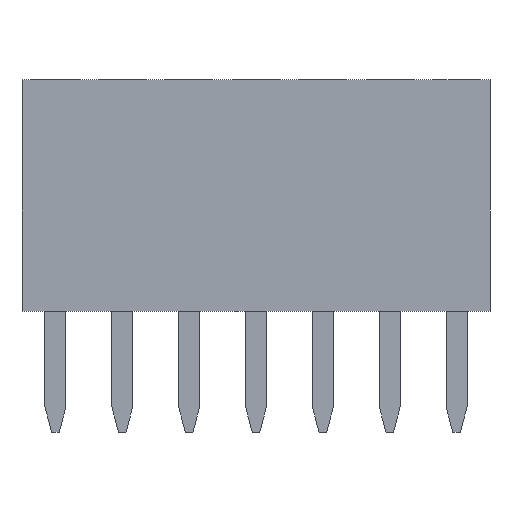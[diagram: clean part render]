
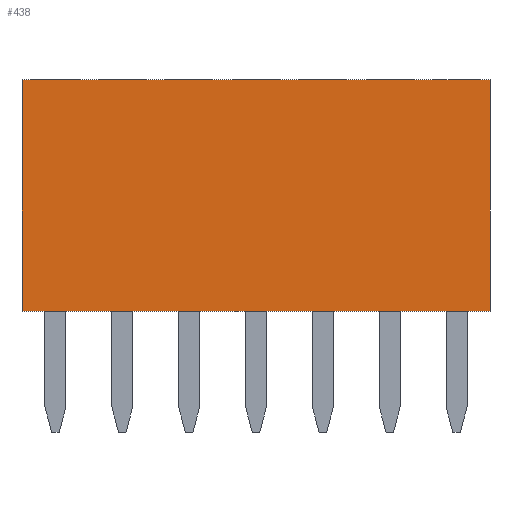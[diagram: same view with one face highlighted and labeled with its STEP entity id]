
A CAD part, front view. The second image highlights one B-rep face of the part: STEP entity #438.
In plain terms, the highlighted planar face has unit normal (0, -1, 0).
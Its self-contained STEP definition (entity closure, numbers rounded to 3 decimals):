
#438=ADVANCED_FACE('',(#4378),#4380,.T.);
#4378=FACE_BOUND('',#4379,.T.);
#4379=EDGE_LOOP('',(#7487,#7488,#7489,#7490));
#4380=PLANE('',#4381);
#4381=AXIS2_PLACEMENT_3D('',#4382,#4383,#4384);
#4382=CARTESIAN_POINT('',(-0.635,-0.9,0.));
#4383=DIRECTION('',(0.,-1.,0.));
#4384=DIRECTION('',(1.,0.,0.));
#7487=ORIENTED_EDGE('',*,*,#9670,.T.);
#7488=ORIENTED_EDGE('',*,*,#9732,.T.);
#7489=ORIENTED_EDGE('',*,*,#9733,.F.);
#7490=ORIENTED_EDGE('',*,*,#9675,.F.);
#9670=EDGE_CURVE('',#10907,#10905,#10908,.T.);
#9675=EDGE_CURVE('',#10907,#10915,#10916,.T.);
#9732=EDGE_CURVE('',#10905,#11002,#11004,.T.);
#9733=EDGE_CURVE('',#10915,#11002,#11005,.T.);
#10905=VERTEX_POINT('',#12961);
#10907=VERTEX_POINT('',#12965);
#10908=LINE('',#12966,#12967);
#10915=VERTEX_POINT('',#12983);
#10916=LINE('',#12984,#12985);
#11002=VERTEX_POINT('',#13182);
#11004=LINE('',#13186,#13187);
#11005=LINE('',#13189,#13190);
#12961=CARTESIAN_POINT('',(8.255,-0.9,0.));
#12965=CARTESIAN_POINT('',(-0.635,-0.9,0.));
#12966=CARTESIAN_POINT('',(-0.635,-0.9,0.));
#12967=VECTOR('',#12968,1.);
#12968=DIRECTION('',(1.,0.,0.));
#12983=CARTESIAN_POINT('',(-0.635,-0.9,4.4));
#12984=CARTESIAN_POINT('',(-0.635,-0.9,0.));
#12985=VECTOR('',#12986,1.);
#12986=DIRECTION('',(0.,0.,1.));
#13182=CARTESIAN_POINT('',(8.255,-0.9,4.4));
#13186=CARTESIAN_POINT('',(8.255,-0.9,0.));
#13187=VECTOR('',#13188,1.);
#13188=DIRECTION('',(0.,0.,1.));
#13189=CARTESIAN_POINT('',(-0.635,-0.9,4.4));
#13190=VECTOR('',#13191,1.);
#13191=DIRECTION('',(1.,0.,0.));
